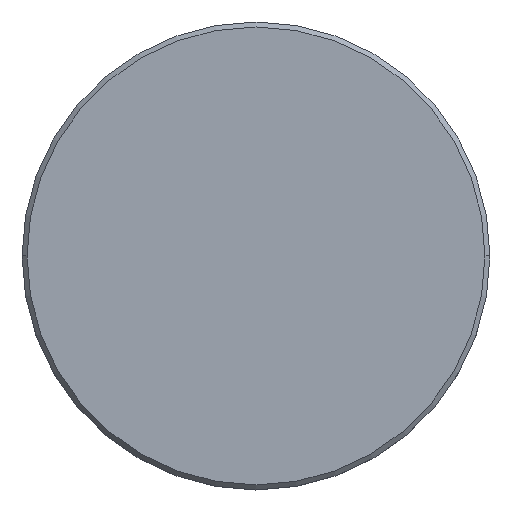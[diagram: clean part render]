
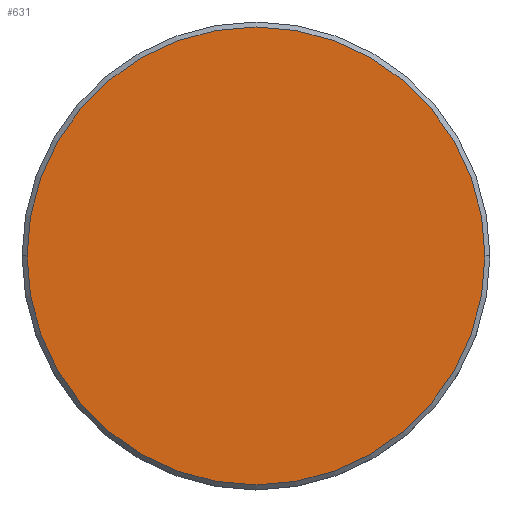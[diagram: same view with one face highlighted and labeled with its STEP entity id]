
A CAD part, top view. The second image highlights one B-rep face of the part: STEP entity #631.
In plain terms, the highlighted planar face has unit normal (0, 0, 1).
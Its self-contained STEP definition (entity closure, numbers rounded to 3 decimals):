
#68 = DIRECTION ( 'NONE',  ( 1., 0., 0. ) ) ;
#109 = CARTESIAN_POINT ( 'NONE',  ( -23., 0., 0. ) ) ;
#146 = DIRECTION ( 'NONE',  ( 0., 0., 1. ) ) ;
#256 = VERTEX_POINT ( 'NONE', #816 ) ;
#299 = CARTESIAN_POINT ( 'NONE',  ( 0., 0., 0. ) ) ;
#498 = ORIENTED_EDGE ( 'NONE', *, *, #545, .T. ) ;
#509 = DIRECTION ( 'NONE',  ( 0., 0., 1. ) ) ;
#545 = EDGE_CURVE ( 'NONE', #256, #719, #930, .T. ) ;
#613 = EDGE_CURVE ( 'NONE', #719, #256, #1079, .T. ) ;
#631 = ADVANCED_FACE ( 'NONE', ( #1046 ), #844, .T. ) ;
#646 = DIRECTION ( 'NONE',  ( 1., 0., 0. ) ) ;
#654 = AXIS2_PLACEMENT_3D ( 'NONE', #299, #937, #1011 ) ;
#719 = VERTEX_POINT ( 'NONE', #109 ) ;
#816 = CARTESIAN_POINT ( 'NONE',  ( 23., 0., 0. ) ) ;
#844 = PLANE ( 'NONE',  #1013 ) ;
#909 = CARTESIAN_POINT ( 'NONE',  ( 0., 0., 0. ) ) ;
#930 = CIRCLE ( 'NONE', #654, 23. ) ;
#937 = DIRECTION ( 'NONE',  ( 0., 0., 1. ) ) ;
#944 = CARTESIAN_POINT ( 'NONE',  ( 0., 0., 0. ) ) ;
#963 = ORIENTED_EDGE ( 'NONE', *, *, #613, .T. ) ;
#965 = AXIS2_PLACEMENT_3D ( 'NONE', #909, #509, #646 ) ;
#1011 = DIRECTION ( 'NONE',  ( 1., 0., 0. ) ) ;
#1013 = AXIS2_PLACEMENT_3D ( 'NONE', #944, #146, #68 ) ;
#1046 = FACE_OUTER_BOUND ( 'NONE', #1050, .T. ) ;
#1050 = EDGE_LOOP ( 'NONE', ( #963, #498 ) ) ;
#1079 = CIRCLE ( 'NONE', #965, 23. ) ;
